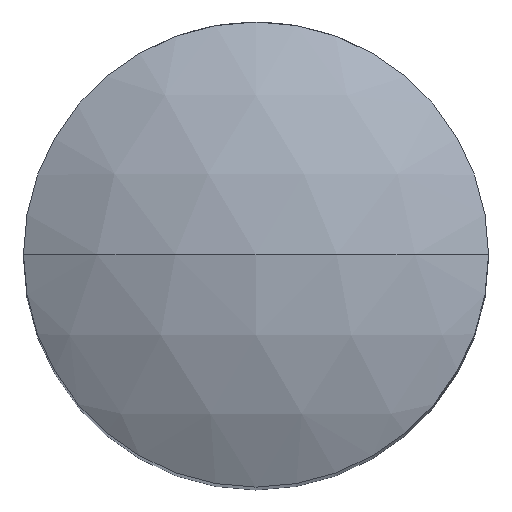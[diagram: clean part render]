
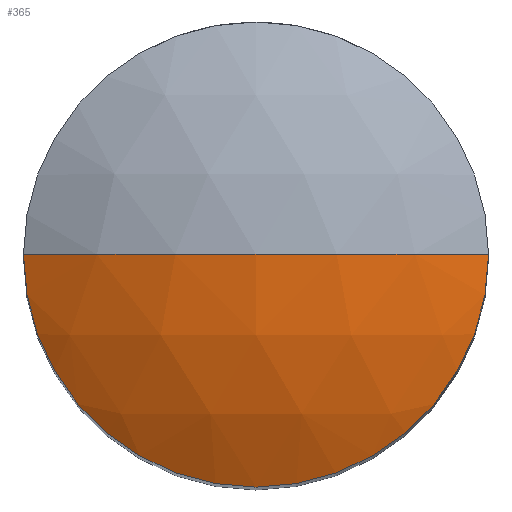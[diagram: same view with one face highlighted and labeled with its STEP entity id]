
A CAD part, top view. The second image highlights one B-rep face of the part: STEP entity #365.
In plain terms, the highlighted spherical face has radius 10 mm.
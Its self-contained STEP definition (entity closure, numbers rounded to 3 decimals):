
#21 = DIRECTION ( 'NONE',  ( 0., 0., 1. ) ) ;
#23 = AXIS2_PLACEMENT_3D ( 'NONE', #378, #373, #357 ) ;
#24 = DIRECTION ( 'NONE',  ( 0., 1., 0. ) ) ;
#26 = CARTESIAN_POINT ( 'NONE',  ( 0., 0., 10. ) ) ;
#30 = AXIS2_PLACEMENT_3D ( 'NONE', #747, #724, #722 ) ;
#41 = CARTESIAN_POINT ( 'NONE',  ( -5., 0., 18.66 ) ) ;
#57 = VERTEX_POINT ( 'NONE', #41 ) ;
#81 = SPHERICAL_SURFACE ( 'NONE', #662, 10. ) ;
#92 = VERTEX_POINT ( 'NONE', #843 ) ;
#103 = EDGE_CURVE ( 'NONE', #92, #57, #368, .T. ) ;
#134 = EDGE_CURVE ( 'NONE', #218, #57, #516, .T. ) ;
#139 = ORIENTED_EDGE ( 'NONE', *, *, #103, .T. ) ;
#172 = EDGE_CURVE ( 'NONE', #92, #218, #308, .T. ) ;
#218 = VERTEX_POINT ( 'NONE', #564 ) ;
#252 = EDGE_LOOP ( 'NONE', ( #442, #139, #679 ) ) ;
#255 = CARTESIAN_POINT ( 'NONE',  ( 0., 0., 10. ) ) ;
#308 = CIRCLE ( 'NONE', #827, 10. ) ;
#357 = DIRECTION ( 'NONE',  ( -1., 0., 0. ) ) ;
#365 = ADVANCED_FACE ( 'NONE', ( #783 ), #81, .T. ) ;
#368 = CIRCLE ( 'NONE', #30, 10. ) ;
#373 = DIRECTION ( 'NONE',  ( 0., 0., -1. ) ) ;
#378 = CARTESIAN_POINT ( 'NONE',  ( 0., 0., 18.66 ) ) ;
#442 = ORIENTED_EDGE ( 'NONE', *, *, #172, .F. ) ;
#511 = DIRECTION ( 'NONE',  ( 1., 0., 0. ) ) ;
#516 = CIRCLE ( 'NONE', #23, 5. ) ;
#564 = CARTESIAN_POINT ( 'NONE',  ( 5., 0., 18.66 ) ) ;
#577 = DIRECTION ( 'NONE',  ( 0., -1., 0. ) ) ;
#662 = AXIS2_PLACEMENT_3D ( 'NONE', #255, #577, #511 ) ;
#679 = ORIENTED_EDGE ( 'NONE', *, *, #134, .F. ) ;
#722 = DIRECTION ( 'NONE',  ( 1., 0., 0. ) ) ;
#724 = DIRECTION ( 'NONE',  ( 0., -1., 0. ) ) ;
#747 = CARTESIAN_POINT ( 'NONE',  ( 0., 0., 10. ) ) ;
#783 = FACE_OUTER_BOUND ( 'NONE', #252, .T. ) ;
#827 = AXIS2_PLACEMENT_3D ( 'NONE', #26, #24, #21 ) ;
#843 = CARTESIAN_POINT ( 'NONE',  ( 0., 0., 20. ) ) ;
